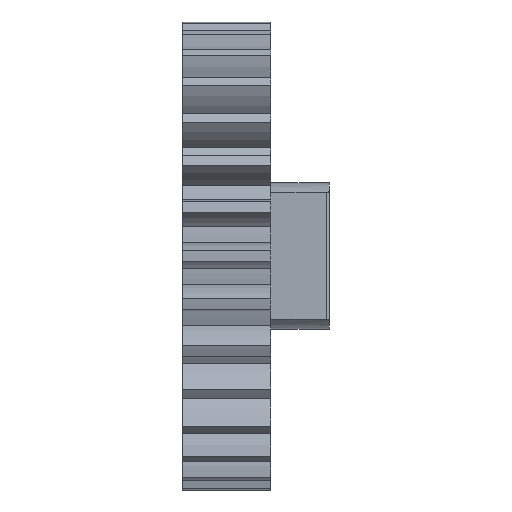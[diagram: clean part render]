
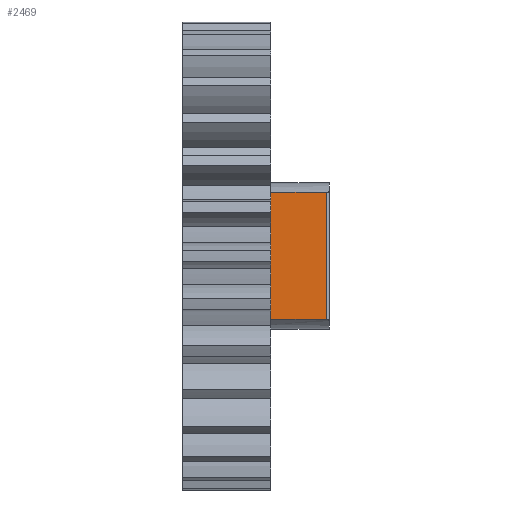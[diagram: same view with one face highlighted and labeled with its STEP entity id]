
A CAD part, top view. The second image highlights one B-rep face of the part: STEP entity #2469.
In plain terms, the highlighted planar face has unit normal (0, 0, 1).
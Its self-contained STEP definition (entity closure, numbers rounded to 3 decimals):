
#26=PLANE('',#2866);
#155=FACE_OUTER_BOUND('',#290,.T.);
#290=EDGE_LOOP('',(#2193,#2194,#2195,#2196));
#310=LINE('',#4057,#442);
#423=LINE('',#4520,#555);
#425=LINE('',#4545,#557);
#426=LINE('',#4546,#558);
#442=VECTOR('',#3165,1000.);
#555=VECTOR('',#3748,1000.);
#557=VECTOR('',#3752,1000.);
#558=VECTOR('',#3753,1000.);
#944=VERTEX_POINT('',#4051);
#946=VERTEX_POINT('',#4055);
#1061=VERTEX_POINT('',#4519);
#1063=VERTEX_POINT('',#4544);
#1209=EDGE_CURVE('',#944,#946,#310,.T.);
#1439=EDGE_CURVE('',#1061,#944,#423,.T.);
#1443=EDGE_CURVE('',#1063,#946,#425,.T.);
#1444=EDGE_CURVE('',#1063,#1061,#426,.T.);
#2193=ORIENTED_EDGE('',*,*,#1443,.F.);
#2194=ORIENTED_EDGE('',*,*,#1444,.T.);
#2195=ORIENTED_EDGE('',*,*,#1439,.T.);
#2196=ORIENTED_EDGE('',*,*,#1209,.T.);
#2469=ADVANCED_FACE('',(#155),#26,.F.);
#2866=AXIS2_PLACEMENT_3D('',#4543,#3750,#3751);
#3165=DIRECTION('',(0.,-1.,0.));
#3748=DIRECTION('',(-1.,0.,0.));
#3750=DIRECTION('center_axis',(0.,0.,-1.));
#3751=DIRECTION('ref_axis',(-1.,0.,0.));
#3752=DIRECTION('',(-1.,0.,0.));
#3753=DIRECTION('',(0.,1.,0.));
#4051=CARTESIAN_POINT('',(-28.137,7.335,18.472));
#4055=CARTESIAN_POINT('',(-28.137,-1.325,18.472));
#4057=CARTESIAN_POINT('',(-28.137,7.335,18.472));
#4519=CARTESIAN_POINT('',(-24.337,7.335,18.472));
#4520=CARTESIAN_POINT('',(-24.137,7.335,18.472));
#4543=CARTESIAN_POINT('Origin',(-24.137,7.335,18.472));
#4544=CARTESIAN_POINT('',(-24.337,-1.325,18.472));
#4545=CARTESIAN_POINT('',(-24.137,-1.325,18.472));
#4546=CARTESIAN_POINT('',(-24.337,7.335,18.472));
